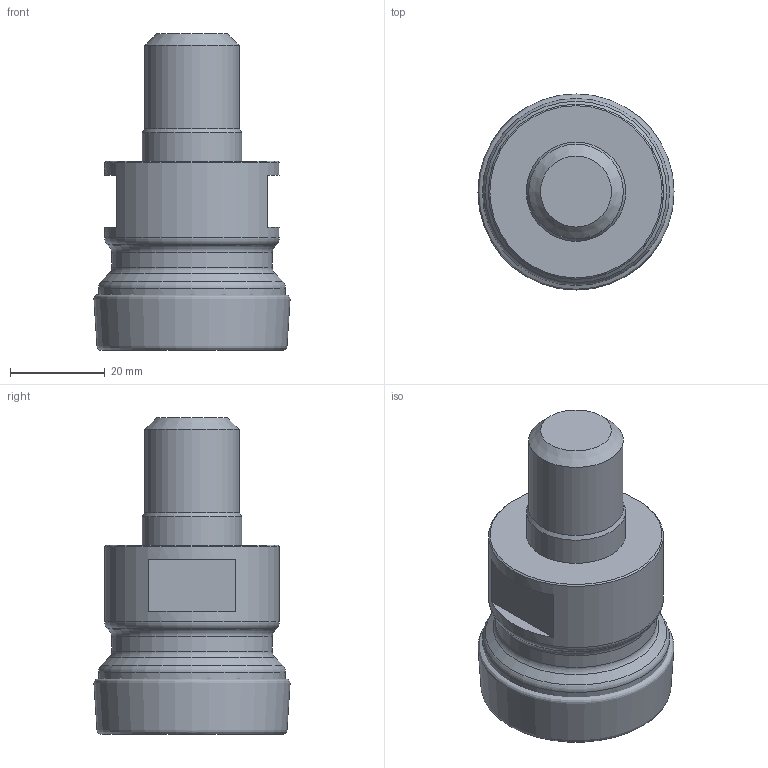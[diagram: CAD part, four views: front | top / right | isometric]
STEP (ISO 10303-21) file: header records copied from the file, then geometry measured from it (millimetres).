
FILE_DESCRIPTION(/* description */ (''),/* implementation_level */ '2;1');
FILE_NAME(/* name */ 'R217.88-2040.RE-12-4SAP_Basic.stp',/* time_stamp */ '2022-05-10T09:39:39+05:00',/* author */ (''),/* organization */ (''),/* preprocessor_version */ 'ST-DEVELOPER v16.7',/* originating_system */ 'SIEMENS PLM Software NX 12.0',/* authorisation */ '');
FILE_SCHEMA (('AUTOMOTIVE_DESIGN { 1 0 10303 214 3 1 1 1 }'));
Length unit declared in the file: millimetre
Products named in the file (4): CUT; NOCUT; ASSEMBLY_CONSTRUCTION; inpu3D10CFECnbf0
Assembly tree (3 placements, depth 2):
  inpu3D10CFECnbf0
    ASSEMBLY_CONSTRUCTION
    NOCUT
    CUT
Bounding box: 41.46 x 41.46 x 67 mm (x, y, z)
Volume: 62062.6 mm3; surface area: 12744.7 mm2
Topology: 2 solids, 2 shells, 29 faces, 63 edges, 48 vertices
Faces by surface type: plane 9, cone 8, torus 7, cylinder 4, revolution 1
Full cylindrical faces by diameter (mm): 20 x1, 21 x1, 34 x1, 37 x1
Entity records: 1180 total; most frequent: CARTESIAN_POINT 457, DIRECTION 141, ORIENTED_EDGE 66, AXIS2_PLACEMENT_3D 66, EDGE_LOOP 50, FACE_BOUND 43, EDGE_CURVE 33, VERTEX_POINT 30
